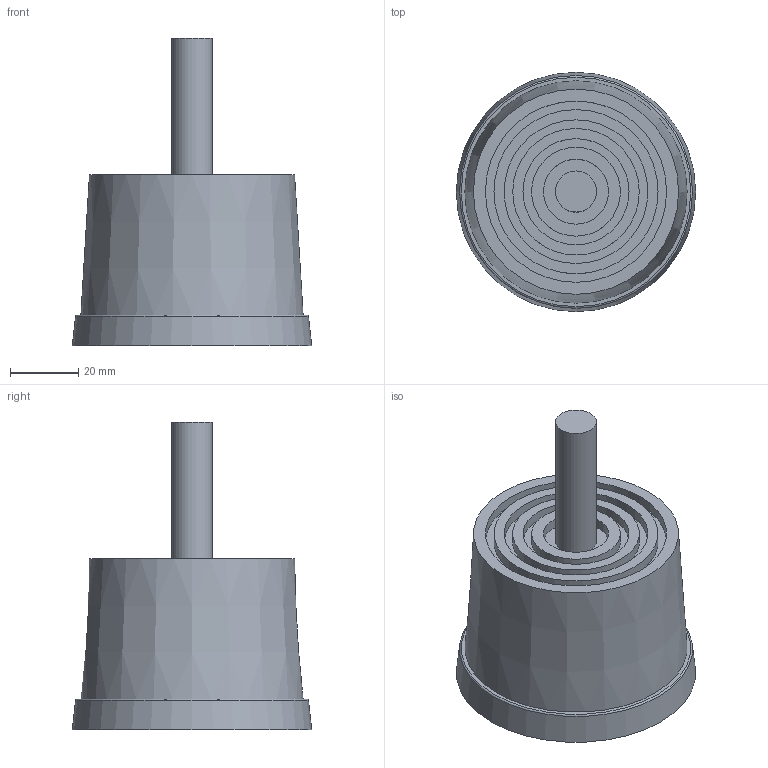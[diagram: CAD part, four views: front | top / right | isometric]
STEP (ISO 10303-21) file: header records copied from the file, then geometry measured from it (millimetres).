
FILE_DESCRIPTION(/* description */ (''),/* implementation_level */ '2;1');
FILE_NAME(/* name */ 'DR_PRM12-3.stp',/* time_stamp */ '2024-03-19T13:12:22+09:00',/* author */ ('user'),/* organization */ (''),/* preprocessor_version */ 'ST-DEVELOPER v15.6',/* originating_system */ 'Autodesk Inventor 2015',/* authorisation */ '');
FILE_SCHEMA (('AUTOMOTIVE_DESIGN { 1 0 10303 214 3 1 1 }'));
Length unit declared in the file: millimetre
Products named in the file (1): DR_PRM12-3
Bounding box: 70 x 70 x 90 mm (x, y, z)
Volume: 155040.5 mm3; surface area: 24071.1 mm2
Topology: 1 solids, 1 shells, 38 faces, 56 edges, 37 vertices
Faces by surface type: plane 19, cylinder 16, cone 2, torus 1
Full cylindrical faces by diameter (mm): 11.5 x1, 12 x1, 19 x1, 20.5 x1, 26 x1, 28.5 x1, 31 x1, 34.5 x1, 37 x1, 42 x1, 42.5 x1, 48 x1, 48.5 x1, 53 x1, 56.5 x1, 62.5 x1
Entity records: 778 total; most frequent: DIRECTION 152, CARTESIAN_POINT 113, AXIS2_PLACEMENT_3D 76, EDGE_LOOP 74, ORIENTED_EDGE 74, FACE_OUTER_BOUND 38, ADVANCED_FACE 38, CIRCLE 37
